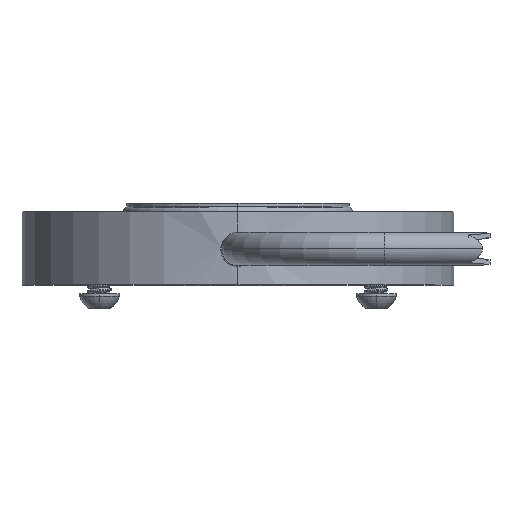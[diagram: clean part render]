
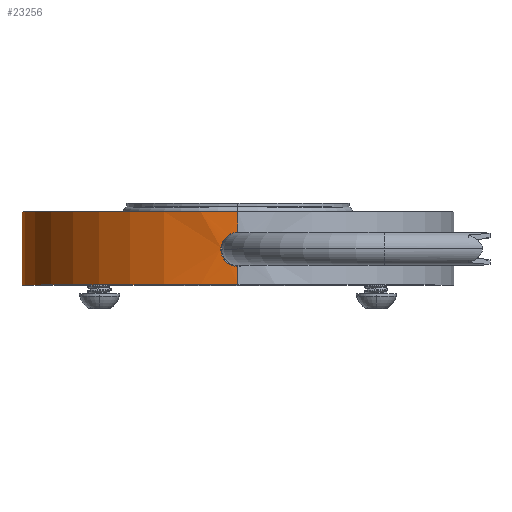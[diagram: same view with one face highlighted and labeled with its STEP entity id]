
A CAD part, top view. The second image highlights one B-rep face of the part: STEP entity #23256.
In plain terms, the highlighted cylindrical face has radius 37.503 mm (diameter 75.006 mm), a partial arc.
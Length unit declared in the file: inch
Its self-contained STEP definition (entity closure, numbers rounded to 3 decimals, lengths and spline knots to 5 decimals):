
#2 = CARTESIAN_POINT ( 'NONE',  ( 0., 0.5, 0. ) ) ;
#267 = DIRECTION ( 'NONE',  ( 0., 1., 0. ) ) ;
#1207 = CARTESIAN_POINT ( 'NONE',  ( 0., 0.56, 0. ) ) ;
#1818 = CARTESIAN_POINT ( 'NONE',  ( 0., 0.56, 1.4765 ) ) ;
#2287 = CARTESIAN_POINT ( 'NONE',  ( -0.03039, 0.35524, 1.47621 ) ) ;
#2659 = CARTESIAN_POINT ( 'NONE',  ( -0.10516, 0.29385, 1.47275 ) ) ;
#2784 = CARTESIAN_POINT ( 'NONE',  ( -0.03774, 0.13099, 1.47603 ) ) ;
#3237 = VERTEX_POINT ( 'NONE', #17618 ) ;
#3302 = CARTESIAN_POINT ( 'NONE',  ( -0.11626, 0.22677, 1.47192 ) ) ;
#3410 = CIRCLE ( 'NONE', #27297, 1.4765 ) ;
#4081 = CARTESIAN_POINT ( 'NONE',  ( -0.117, 0.242, 1.47186 ) ) ;
#4690 = CYLINDRICAL_SURFACE ( 'NONE', #10581, 1.4765 ) ;
#4797 = EDGE_CURVE ( 'NONE', #33697, #6678, #18228, .T. ) ;
#5038 = CARTESIAN_POINT ( 'NONE',  ( -0.08819, 0.31927, 1.47387 ) ) ;
#5276 = CARTESIAN_POINT ( 'NONE',  ( -0.117, 0.23436, 1.47186 ) ) ;
#6678 = VERTEX_POINT ( 'NONE', #16573 ) ;
#7365 = DIRECTION ( 'NONE',  ( 0., 1., 0. ) ) ;
#7738 = CARTESIAN_POINT ( 'NONE',  ( 0., 0., 0. ) ) ;
#7978 = CARTESIAN_POINT ( 'NONE',  ( -0.11623, 0.25739, 1.47192 ) ) ;
#8224 = CARTESIAN_POINT ( 'NONE',  ( -0.07136, 0.33503, 1.47479 ) ) ;
#8351 = FACE_OUTER_BOUND ( 'NONE', #11987, .T. ) ;
#8600 = CARTESIAN_POINT ( 'NONE',  ( -0.08815, 0.16469, 1.47388 ) ) ;
#8855 = CARTESIAN_POINT ( 'NONE',  ( -0.11326, 0.21167, 1.47215 ) ) ;
#9374 = DIRECTION ( 'NONE',  ( 0., 1., 0. ) ) ;
#9474 = VERTEX_POINT ( 'NONE', #16461 ) ;
#10217 = CARTESIAN_POINT ( 'NONE',  ( 0., 0.125, 1.4765 ) ) ;
#10260 = LINE ( 'NONE', #20918, #11171 ) ;
#10581 = AXIS2_PLACEMENT_3D ( 'NONE', #1207, #27104, #15561 ) ;
#10946 = VECTOR ( 'NONE', #7365, 39.37008 ) ;
#11141 = VERTEX_POINT ( 'NONE', #16088 ) ;
#11171 = VECTOR ( 'NONE', #9374, 39.37008 ) ;
#11328 = AXIS2_PLACEMENT_3D ( 'NONE', #2, #267, #12062 ) ;
#11425 = CARTESIAN_POINT ( 'NONE',  ( -0.03768, 0.35303, 1.47604 ) ) ;
#11987 = EDGE_LOOP ( 'NONE', ( #22396, #26950, #33131, #21374, #13262, #33464, #12214 ) ) ;
#12062 = DIRECTION ( 'NONE',  ( 0., 0., 1. ) ) ;
#12118 = CARTESIAN_POINT ( 'NONE',  ( 0., 0.56, 1.4765 ) ) ;
#12214 = ORIENTED_EDGE ( 'NONE', *, *, #4797, .F. ) ;
#12311 = VERTEX_POINT ( 'NONE', #10217 ) ;
#12991 = EDGE_CURVE ( 'NONE', #9474, #12311, #22274, .T. ) ;
#13262 = ORIENTED_EDGE ( 'NONE', *, *, #28620, .F. ) ;
#13594 = DIRECTION ( 'NONE',  ( 0., 0., 1. ) ) ;
#14080 = CARTESIAN_POINT ( 'NONE',  ( -0.1015, 0.30069, 1.47301 ) ) ;
#14573 = CARTESIAN_POINT ( 'NONE',  ( -0.00773, 0.125, 1.4765 ) ) ;
#15561 = DIRECTION ( 'NONE',  ( 0., 0., 1. ) ) ;
#16088 = CARTESIAN_POINT ( 'NONE',  ( 0., 0., -1.4765 ) ) ;
#16461 = CARTESIAN_POINT ( 'NONE',  ( 0., 0., 1.4765 ) ) ;
#16573 = CARTESIAN_POINT ( 'NONE',  ( 0., 0.5, 1.4765 ) ) ;
#16992 = CARTESIAN_POINT ( 'NONE',  ( 0., 0.359, 1.4765 ) ) ;
#17222 = CARTESIAN_POINT ( 'NONE',  ( -0.05862, 0.14046, 1.47535 ) ) ;
#17467 = CARTESIAN_POINT ( 'NONE',  ( -0.0519, 0.13686, 1.4756 ) ) ;
#17584 = CARTESIAN_POINT ( 'NONE',  ( -0.07736, 0.1539, 1.47448 ) ) ;
#17618 = CARTESIAN_POINT ( 'NONE',  ( 0., 0.359, 1.4765 ) ) ;
#18228 = CIRCLE ( 'NONE', #11328, 1.4765 ) ;
#19514 = EDGE_CURVE ( 'NONE', #32930, #12311, #20225, .T. ) ;
#19531 = CARTESIAN_POINT ( 'NONE',  ( -0.11324, 0.27239, 1.47215 ) ) ;
#19786 = CARTESIAN_POINT ( 'NONE',  ( -0.01539, 0.35824, 1.47644 ) ) ;
#20225 = B_SPLINE_CURVE_WITH_KNOTS ( 'NONE', 3,
 ( #22800, #5276, #3302, #8855, #37553, #25982, #29404, #34718, #8600, #17584, #28914, #17222, #17467, #2784, #37677, #31800, #14573, #29161 ),
 .UNSPECIFIED., .F., .F.,
 ( 4, 2, 2, 2, 2, 2, 2, 2, 4 ),
 ( 0.00929, 0.00988, 0.01046, 0.01104, 0.01162, 0.0122, 0.01278, 0.01336, 0.01394 ),
 .UNSPECIFIED. ) ;
#20918 = CARTESIAN_POINT ( 'NONE',  ( 0., 0.56, -1.4765 ) ) ;
#21374 = ORIENTED_EDGE ( 'NONE', *, *, #19514, .F. ) ;
#22274 = LINE ( 'NONE', #1818, #10946 ) ;
#22396 = ORIENTED_EDGE ( 'NONE', *, *, #22532, .F. ) ;
#22532 = EDGE_CURVE ( 'NONE', #11141, #33697, #10260, .T. ) ;
#22800 = CARTESIAN_POINT ( 'NONE',  ( -0.117, 0.242, 1.47186 ) ) ;
#23256 = ADVANCED_FACE ( 'NONE', ( #8351 ), #4690, .T. ) ;
#24905 = B_SPLINE_CURVE_WITH_KNOTS ( 'NONE', 3,
 ( #16992, #25740, #19786, #2287, #11425, #28291, #28676, #8224, #36932, #5038, #31427, #14080, #2659, #28541, #19531, #7978, #28809, #34083 ),
 .UNSPECIFIED., .F., .F.,
 ( 4, 2, 2, 2, 2, 2, 2, 2, 4 ),
 ( 0.00465, 0.00523, 0.00581, 0.00639, 0.00697, 0.00755, 0.00813, 0.00871, 0.00929 ),
 .UNSPECIFIED. ) ;
#25740 = CARTESIAN_POINT ( 'NONE',  ( -0.00763, 0.359, 1.4765 ) ) ;
#25982 = CARTESIAN_POINT ( 'NONE',  ( -0.10518, 0.19019, 1.47275 ) ) ;
#26950 = ORIENTED_EDGE ( 'NONE', *, *, #29909, .T. ) ;
#27104 = DIRECTION ( 'NONE',  ( 0., 1., 0. ) ) ;
#27297 = AXIS2_PLACEMENT_3D ( 'NONE', #7738, #34348, #13594 ) ;
#28291 = CARTESIAN_POINT ( 'NONE',  ( -0.05185, 0.34716, 1.47561 ) ) ;
#28541 = CARTESIAN_POINT ( 'NONE',  ( -0.11103, 0.27968, 1.47232 ) ) ;
#28594 = LINE ( 'NONE', #12118, #29491 ) ;
#28620 = EDGE_CURVE ( 'NONE', #3237, #32930, #24905, .T. ) ;
#28676 = CARTESIAN_POINT ( 'NONE',  ( -0.05869, 0.3435, 1.47535 ) ) ;
#28809 = CARTESIAN_POINT ( 'NONE',  ( -0.117, 0.24964, 1.47186 ) ) ;
#28914 = CARTESIAN_POINT ( 'NONE',  ( -0.07134, 0.14895, 1.47479 ) ) ;
#29161 = CARTESIAN_POINT ( 'NONE',  ( 0., 0.125, 1.4765 ) ) ;
#29404 = CARTESIAN_POINT ( 'NONE',  ( -0.10155, 0.18339, 1.47301 ) ) ;
#29491 = VECTOR ( 'NONE', #32910, 39.37008 ) ;
#29909 = EDGE_CURVE ( 'NONE', #11141, #9474, #3410, .T. ) ;
#31427 = CARTESIAN_POINT ( 'NONE',  ( -0.09303, 0.31336, 1.47357 ) ) ;
#31800 = CARTESIAN_POINT ( 'NONE',  ( -0.01533, 0.12576, 1.47644 ) ) ;
#32910 = DIRECTION ( 'NONE',  ( 0., 1., 0. ) ) ;
#32930 = VERTEX_POINT ( 'NONE', #4081 ) ;
#32947 = CARTESIAN_POINT ( 'NONE',  ( 0., 0.5, -1.4765 ) ) ;
#33131 = ORIENTED_EDGE ( 'NONE', *, *, #12991, .T. ) ;
#33464 = ORIENTED_EDGE ( 'NONE', *, *, #36098, .T. ) ;
#33697 = VERTEX_POINT ( 'NONE', #32947 ) ;
#34083 = CARTESIAN_POINT ( 'NONE',  ( -0.117, 0.242, 1.47186 ) ) ;
#34348 = DIRECTION ( 'NONE',  ( 0., 1., 0. ) ) ;
#34718 = CARTESIAN_POINT ( 'NONE',  ( -0.09299, 0.17058, 1.47357 ) ) ;
#36098 = EDGE_CURVE ( 'NONE', #3237, #6678, #28594, .T. ) ;
#36932 = CARTESIAN_POINT ( 'NONE',  ( -0.07727, 0.33019, 1.47449 ) ) ;
#37553 = CARTESIAN_POINT ( 'NONE',  ( -0.11101, 0.20427, 1.47232 ) ) ;
#37677 = CARTESIAN_POINT ( 'NONE',  ( -0.0303, 0.12873, 1.47621 ) ) ;
